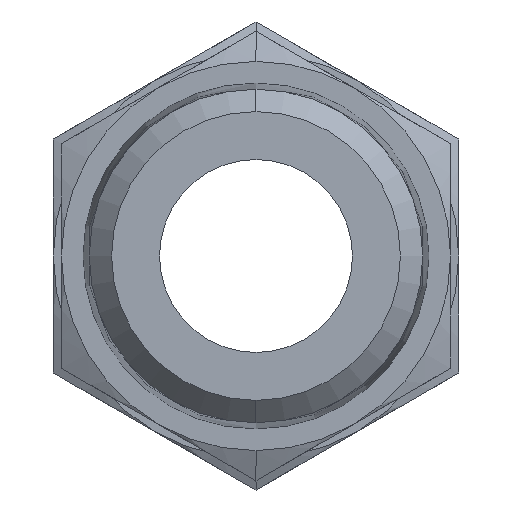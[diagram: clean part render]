
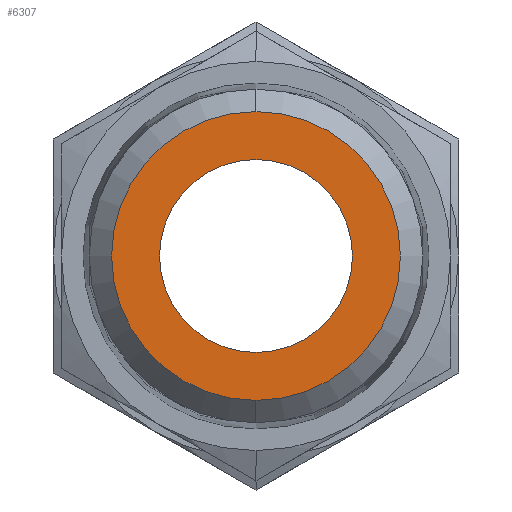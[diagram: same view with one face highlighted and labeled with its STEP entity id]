
A CAD part, left-side view. The second image highlights one B-rep face of the part: STEP entity #6307.
In plain terms, the highlighted planar face has unit normal (-1, 0, 0).
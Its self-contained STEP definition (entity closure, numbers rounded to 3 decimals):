
#247 = EDGE_CURVE ( 'NONE', #7929, #2509, #503, .T. ) ;
#357 = ORIENTED_EDGE ( 'NONE', *, *, #1506, .T. ) ;
#503 = CIRCLE ( 'NONE', #5800, 8.907 ) ;
#505 = CARTESIAN_POINT ( 'NONE',  ( 0., 0., 8.907 ) ) ;
#603 = ORIENTED_EDGE ( 'NONE', *, *, #247, .T. ) ;
#624 = DIRECTION ( 'NONE',  ( 0., 0., -1. ) ) ;
#705 = AXIS2_PLACEMENT_3D ( 'NONE', #1289, #2800, #2757 ) ;
#1289 = CARTESIAN_POINT ( 'NONE',  ( 0., 0., 0. ) ) ;
#1506 = EDGE_CURVE ( 'NONE', #4519, #1922, #1918, .T. ) ;
#1669 = FACE_OUTER_BOUND ( 'NONE', #4424, .T. ) ;
#1918 = CIRCLE ( 'NONE', #705, 5.95 ) ;
#1922 = VERTEX_POINT ( 'NONE', #3597 ) ;
#2387 = EDGE_CURVE ( 'NONE', #1922, #4519, #4926, .T. ) ;
#2509 = VERTEX_POINT ( 'NONE', #3530 ) ;
#2708 = CARTESIAN_POINT ( 'NONE',  ( 0., 0., 0. ) ) ;
#2757 = DIRECTION ( 'NONE',  ( 0., 0., -1. ) ) ;
#2800 = DIRECTION ( 'NONE',  ( 1., 0., 0. ) ) ;
#3530 = CARTESIAN_POINT ( 'NONE',  ( 0., 0., -8.907 ) ) ;
#3597 = CARTESIAN_POINT ( 'NONE',  ( 0., 0., 5.95 ) ) ;
#3793 = CIRCLE ( 'NONE', #7442, 8.907 ) ;
#4279 = AXIS2_PLACEMENT_3D ( 'NONE', #7468, #6799, #8790 ) ;
#4298 = DIRECTION ( 'NONE',  ( 0., 0., 1. ) ) ;
#4339 = ORIENTED_EDGE ( 'NONE', *, *, #5135, .T. ) ;
#4424 = EDGE_LOOP ( 'NONE', ( #4339, #603 ) ) ;
#4519 = VERTEX_POINT ( 'NONE', #5188 ) ;
#4926 = CIRCLE ( 'NONE', #6154, 5.95 ) ;
#5135 = EDGE_CURVE ( 'NONE', #2509, #7929, #3793, .T. ) ;
#5188 = CARTESIAN_POINT ( 'NONE',  ( 0., 0., -5.95 ) ) ;
#5800 = AXIS2_PLACEMENT_3D ( 'NONE', #9345, #7779, #4298 ) ;
#6154 = AXIS2_PLACEMENT_3D ( 'NONE', #9007, #8245, #7579 ) ;
#6307 = ADVANCED_FACE ( 'NONE', ( #6467, #1669 ), #8177, .T. ) ;
#6467 = FACE_BOUND ( 'NONE', #8372, .T. ) ;
#6799 = DIRECTION ( 'NONE',  ( -1., 0., 0. ) ) ;
#6949 = DIRECTION ( 'NONE',  ( -1., 0., 0. ) ) ;
#7442 = AXIS2_PLACEMENT_3D ( 'NONE', #2708, #6949, #624 ) ;
#7468 = CARTESIAN_POINT ( 'NONE',  ( 0., 0., -5.123 ) ) ;
#7579 = DIRECTION ( 'NONE',  ( 0., 0., 1. ) ) ;
#7779 = DIRECTION ( 'NONE',  ( -1., 0., 0. ) ) ;
#7929 = VERTEX_POINT ( 'NONE', #505 ) ;
#8177 = PLANE ( 'NONE',  #4279 ) ;
#8245 = DIRECTION ( 'NONE',  ( 1., 0., 0. ) ) ;
#8372 = EDGE_LOOP ( 'NONE', ( #357, #9358 ) ) ;
#8790 = DIRECTION ( 'NONE',  ( 0., 0., 1. ) ) ;
#9007 = CARTESIAN_POINT ( 'NONE',  ( 0., 0., 0. ) ) ;
#9345 = CARTESIAN_POINT ( 'NONE',  ( 0., 0., 0. ) ) ;
#9358 = ORIENTED_EDGE ( 'NONE', *, *, #2387, .T. ) ;
